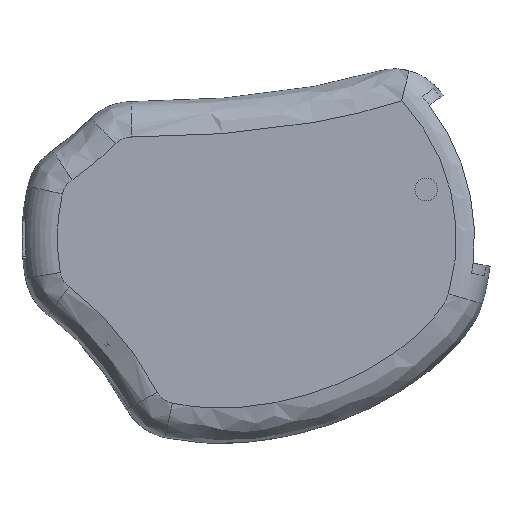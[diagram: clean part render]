
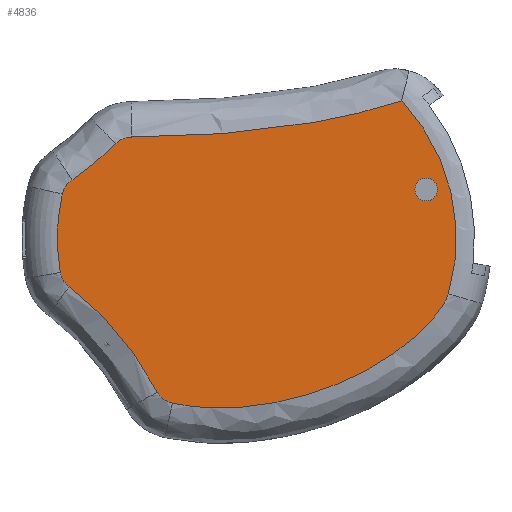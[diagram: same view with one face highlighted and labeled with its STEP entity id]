
A CAD part, front view. The second image highlights one B-rep face of the part: STEP entity #4836.
In plain terms, the highlighted planar face has unit normal (0, -1, 0).
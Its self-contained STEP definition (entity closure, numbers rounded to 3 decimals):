
#18=FACE_BOUND('',#1337,.T.);
#855=PLANE('',#5176);
#1066=FACE_OUTER_BOUND('',#1336,.T.);
#1336=EDGE_LOOP('',(#3910,#3911,#3912,#3913,#3914,#3915,#3916,#3917,#3918,
#3919));
#1337=EDGE_LOOP('',(#3920));
#1550=CIRCLE('',#5112,2.25);
#1571=CIRCLE('',#5159,39.5);
#1580=CIRCLE('',#5169,39.5);
#1848=B_SPLINE_CURVE_WITH_KNOTS('',3,(#10045,#10046,#10047,#10048,#10049,
#10050,#10051,#10052,#10053,#10054,#10055),.UNSPECIFIED.,.F.,.F.,(4,2,2,
1,2,4),(0.,1.586,3.607,4.256,5.122,
5.413),.UNSPECIFIED.);
#1849=B_SPLINE_CURVE_WITH_KNOTS('',3,(#10095,#10096,#10097,#10098,#10099,
#10100),.UNSPECIFIED.,.F.,.F.,(4,2,4),(-0.349,-0.175,
0.),.UNSPECIFIED.);
#1851=B_SPLINE_CURVE_WITH_KNOTS('',3,(#10146,#10147,#10148,#10149,#10150,
#10151),.UNSPECIFIED.,.F.,.F.,(4,2,4),(0.,0.11,1.125),
 .UNSPECIFIED.);
#1853=B_SPLINE_CURVE_WITH_KNOTS('',3,(#10197,#10198,#10199,#10200,#10201,
#10202),.UNSPECIFIED.,.F.,.F.,(4,2,4),(-0.346,-0.173,
0.),.UNSPECIFIED.);
#1855=B_SPLINE_CURVE_WITH_KNOTS('',3,(#10255,#10256,#10257,#10258,#10259,
#10260),.UNSPECIFIED.,.F.,.F.,(4,2,4),(-0.343,-0.172,
0.),.UNSPECIFIED.);
#1857=B_SPLINE_CURVE_WITH_KNOTS('',3,(#10312,#10313,#10314,#10315,#10316,
#10317,#10318),.UNSPECIFIED.,.F.,.F.,(4,2,1,4),(0.,1.033,2.006,
2.737),.UNSPECIFIED.);
#1859=B_SPLINE_CURVE_WITH_KNOTS('',3,(#10377,#10378,#10379,#10380,#10381,
#10382,#10383,#10384),.UNSPECIFIED.,.F.,.F.,(4,2,2,4),(-0.381,
-0.205,-0.103,0.),.UNSPECIFIED.);
#1861=B_SPLINE_CURVE_WITH_KNOTS('',3,(#10495,#10496,#10497,#10498,#10499,
#10500,#10501,#10502,#10503,#10504,#10505,#10506,#10507,#10508,#10509,#10510,
#10511),.UNSPECIFIED.,.F.,.F.,(4,1,1,1,2,1,1,2,1,2,1,4),(0.,0.092,
0.185,0.37,0.647,1.047,
1.448,2.049,2.838,3.889,5.212,
6.205),.UNSPECIFIED.);
#2163=VERTEX_POINT('',#9158);
#2210=VERTEX_POINT('',#9942);
#2211=VERTEX_POINT('',#9953);
#2215=VERTEX_POINT('',#10043);
#2217=VERTEX_POINT('',#10093);
#2219=VERTEX_POINT('',#10144);
#2221=VERTEX_POINT('',#10195);
#2223=VERTEX_POINT('',#10212);
#2225=VERTEX_POINT('',#10253);
#2227=VERTEX_POINT('',#10310);
#2229=VERTEX_POINT('',#10375);
#2734=EDGE_CURVE('',#2163,#2163,#1550,.T.);
#2823=EDGE_CURVE('',#2210,#2211,#1571,.T.);
#2829=EDGE_CURVE('',#2215,#2210,#1848,.T.);
#2831=EDGE_CURVE('',#2217,#2215,#1849,.T.);
#2834=EDGE_CURVE('',#2219,#2217,#1851,.T.);
#2837=EDGE_CURVE('',#2221,#2219,#1853,.T.);
#2841=EDGE_CURVE('',#2223,#2221,#1580,.T.);
#2844=EDGE_CURVE('',#2225,#2223,#1855,.T.);
#2847=EDGE_CURVE('',#2227,#2225,#1857,.T.);
#2850=EDGE_CURVE('',#2229,#2227,#1859,.T.);
#2852=EDGE_CURVE('',#2211,#2229,#1861,.T.);
#3910=ORIENTED_EDGE('',*,*,#2823,.F.);
#3911=ORIENTED_EDGE('',*,*,#2829,.F.);
#3912=ORIENTED_EDGE('',*,*,#2831,.F.);
#3913=ORIENTED_EDGE('',*,*,#2834,.F.);
#3914=ORIENTED_EDGE('',*,*,#2837,.F.);
#3915=ORIENTED_EDGE('',*,*,#2841,.F.);
#3916=ORIENTED_EDGE('',*,*,#2844,.F.);
#3917=ORIENTED_EDGE('',*,*,#2847,.F.);
#3918=ORIENTED_EDGE('',*,*,#2850,.F.);
#3919=ORIENTED_EDGE('',*,*,#2852,.F.);
#3920=ORIENTED_EDGE('',*,*,#2734,.T.);
#4836=ADVANCED_FACE('',(#1066,#18),#855,.F.);
#5112=AXIS2_PLACEMENT_3D('',#9159,#5747,#5748);
#5159=AXIS2_PLACEMENT_3D('',#9954,#5877,#5878);
#5169=AXIS2_PLACEMENT_3D('',#10214,#5897,#5898);
#5176=AXIS2_PLACEMENT_3D('',#10611,#5917,#5918);
#5747=DIRECTION('center_axis',(0.,1.,0.));
#5748=DIRECTION('ref_axis',(1.,0.,0.));
#5877=DIRECTION('center_axis',(0.,1.,0.));
#5878=DIRECTION('ref_axis',(0.98,0.,-0.2));
#5897=DIRECTION('center_axis',(0.,1.,0.));
#5898=DIRECTION('ref_axis',(-1.,0.,0.025));
#5917=DIRECTION('center_axis',(0.,1.,0.));
#5918=DIRECTION('ref_axis',(1.,0.,0.));
#9158=CARTESIAN_POINT('',(31.29,0.,9.61));
#9159=CARTESIAN_POINT('Origin',(33.54,0.,9.61));
#9942=CARTESIAN_POINT('',(28.674,0.,27.167));
#9953=CARTESIAN_POINT('',(37.928,0.,-11.031));
#9954=CARTESIAN_POINT('Origin',(0.,0.,0.));
#10043=CARTESIAN_POINT('',(-24.812,0.,20.016));
#10045=CARTESIAN_POINT('Ctrl Pts',(-24.812,0.,
20.016));
#10046=CARTESIAN_POINT('Ctrl Pts',(-19.525,0.,
20.025));
#10047=CARTESIAN_POINT('Ctrl Pts',(-14.231,0.,
20.186));
#10048=CARTESIAN_POINT('Ctrl Pts',(-2.222,0.,
20.977));
#10049=CARTESIAN_POINT('Ctrl Pts',(4.481,0.,
21.719));
#10050=CARTESIAN_POINT('Ctrl Pts',(13.267,0.,
23.254));
#10051=CARTESIAN_POINT('Ctrl Pts',(18.23,0.,
24.239));
#10052=CARTESIAN_POINT('Ctrl Pts',(23.134,0.,
25.468));
#10053=CARTESIAN_POINT('Ctrl Pts',(26.82,0.,
26.598));
#10054=CARTESIAN_POINT('Ctrl Pts',(27.747,0.,
26.883));
#10055=CARTESIAN_POINT('Ctrl Pts',(28.674,0.,
27.167));
#10093=CARTESIAN_POINT('',(-27.963,0.,18.722));
#10095=CARTESIAN_POINT('Ctrl Pts',(-27.963,0.,
18.722));
#10096=CARTESIAN_POINT('Ctrl Pts',(-27.548,0.,
19.131));
#10097=CARTESIAN_POINT('Ctrl Pts',(-27.053,0.,
19.458));
#10098=CARTESIAN_POINT('Ctrl Pts',(-25.976,0.,
19.9));
#10099=CARTESIAN_POINT('Ctrl Pts',(-25.394,0.,
20.016));
#10100=CARTESIAN_POINT('Ctrl Pts',(-24.812,0.,
20.016));
#10144=CARTESIAN_POINT('',(-36.591,0.,11.52));
#10146=CARTESIAN_POINT('Ctrl Pts',(-36.591,0.,
11.52));
#10147=CARTESIAN_POINT('Ctrl Pts',(-36.284,0.,
11.72));
#10148=CARTESIAN_POINT('Ctrl Pts',(-35.98,0.,
11.925));
#10149=CARTESIAN_POINT('Ctrl Pts',(-32.899,0.,
14.066));
#10150=CARTESIAN_POINT('Ctrl Pts',(-30.374,0.,
16.347));
#10151=CARTESIAN_POINT('Ctrl Pts',(-27.963,0.,
18.722));
#10195=CARTESIAN_POINT('',(-38.519,0.,8.749));
#10197=CARTESIAN_POINT('Ctrl Pts',(-38.519,0.,
8.749));
#10198=CARTESIAN_POINT('Ctrl Pts',(-38.391,0.,
9.311));
#10199=CARTESIAN_POINT('Ctrl Pts',(-38.154,0.,
9.848));
#10200=CARTESIAN_POINT('Ctrl Pts',(-37.495,0.,
10.795));
#10201=CARTESIAN_POINT('Ctrl Pts',(-37.074,0.,
11.204));
#10202=CARTESIAN_POINT('Ctrl Pts',(-36.591,0.,
11.52));
#10212=CARTESIAN_POINT('',(-38.914,0.,-6.776));
#10214=CARTESIAN_POINT('Origin',(0.,0.,0.));
#10253=CARTESIAN_POINT('',(-37.153,0.,-9.625));
#10255=CARTESIAN_POINT('Ctrl Pts',(-37.153,0.,
-9.625));
#10256=CARTESIAN_POINT('Ctrl Pts',(-37.613,0.,
-9.286));
#10257=CARTESIAN_POINT('Ctrl Pts',(-38.008,0.,
-8.857));
#10258=CARTESIAN_POINT('Ctrl Pts',(-38.609,0.,
-7.884));
#10259=CARTESIAN_POINT('Ctrl Pts',(-38.816,0.,
-7.34));
#10260=CARTESIAN_POINT('Ctrl Pts',(-38.914,0.,
-6.776));
#10310=CARTESIAN_POINT('',(-19.68,0.,-30.475));
#10312=CARTESIAN_POINT('Ctrl Pts',(-19.68,0.,
-30.475));
#10313=CARTESIAN_POINT('Ctrl Pts',(-21.361,0.,
-27.47));
#10314=CARTESIAN_POINT('Ctrl Pts',(-23.19,0.,
-24.53));
#10315=CARTESIAN_POINT('Ctrl Pts',(-27.14,0.,
-19.122));
#10316=CARTESIAN_POINT('Ctrl Pts',(-30.842,0.,
-14.786));
#10317=CARTESIAN_POINT('Ctrl Pts',(-35.194,0.,
-11.071));
#10318=CARTESIAN_POINT('Ctrl Pts',(-37.153,0.,
-9.625));
#10375=CARTESIAN_POINT('',(-16.712,0.,-32.674));
#10377=CARTESIAN_POINT('Ctrl Pts',(-16.712,0.,
-32.674));
#10378=CARTESIAN_POINT('Ctrl Pts',(-17.283,0.,
-32.549));
#10379=CARTESIAN_POINT('Ctrl Pts',(-17.829,0.,
-32.312));
#10380=CARTESIAN_POINT('Ctrl Pts',(-18.591,0.,
-31.786));
#10381=CARTESIAN_POINT('Ctrl Pts',(-18.851,0.,
-31.559));
#10382=CARTESIAN_POINT('Ctrl Pts',(-19.311,0.,
-31.053));
#10383=CARTESIAN_POINT('Ctrl Pts',(-19.513,0.,
-30.773));
#10384=CARTESIAN_POINT('Ctrl Pts',(-19.68,0.,
-30.475));
#10495=CARTESIAN_POINT('Ctrl Pts',(37.928,0.,
-11.031));
#10496=CARTESIAN_POINT('Ctrl Pts',(37.842,0.,
-11.327));
#10497=CARTESIAN_POINT('Ctrl Pts',(37.624,0.,
-11.903));
#10498=CARTESIAN_POINT('Ctrl Pts',(37.066,0.,
-13.013));
#10499=CARTESIAN_POINT('Ctrl Pts',(36.054,0.,
-14.573));
#10500=CARTESIAN_POINT('Ctrl Pts',(35.076,0.,
-15.764));
#10501=CARTESIAN_POINT('Ctrl Pts',(33.566,0.,
-17.453));
#10502=CARTESIAN_POINT('Ctrl Pts',(31.66,0.,
-19.33));
#10503=CARTESIAN_POINT('Ctrl Pts',(28.02,0.,
-22.294));
#10504=CARTESIAN_POINT('Ctrl Pts',(25.21,0.,
-24.149));
#10505=CARTESIAN_POINT('Ctrl Pts',(21.196,0.,
-26.507));
#10506=CARTESIAN_POINT('Ctrl Pts',(15.693,0.,
-29.231));
#10507=CARTESIAN_POINT('Ctrl Pts',(9.783,0.,
-31.172));
#10508=CARTESIAN_POINT('Ctrl Pts',(2.022,0.,
-33.005));
#10509=CARTESIAN_POINT('Ctrl Pts',(-5.68,0.,
-34.014));
#10510=CARTESIAN_POINT('Ctrl Pts',(-13.481,0.,
-33.379));
#10511=CARTESIAN_POINT('Ctrl Pts',(-16.712,0.,
-32.674));
#10611=CARTESIAN_POINT('Origin',(0.,0.,0.));
